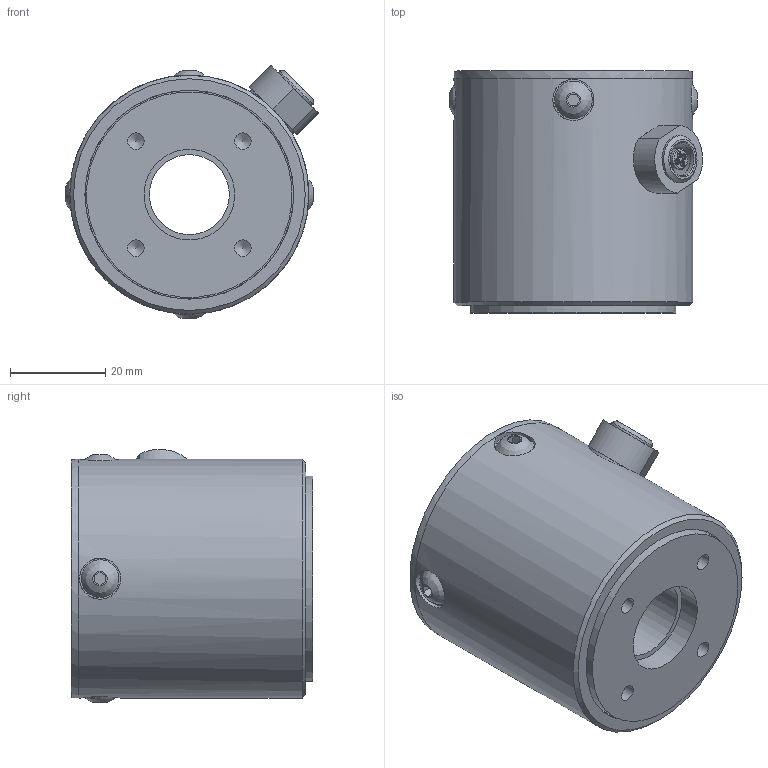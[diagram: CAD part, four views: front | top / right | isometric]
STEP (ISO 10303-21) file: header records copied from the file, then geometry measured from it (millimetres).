
FILE_DESCRIPTION(/* description */ (''),/* implementation_level */ '2;1');
FILE_NAME(/* name */ '100 - 500 IN-LB_Substitute_1.stp',/* time_stamp */ '2016-07-26T16:06:10-07:00',/* author */ ('Javier'),/* organization */ (''),/* preprocessor_version */ 'ST-DEVELOPER v15.6',/* originating_system */ 'Autodesk Inventor 2015',/* authorisation */ '');
FILE_SCHEMA (('AUTOMOTIVE_DESIGN { 1 0 10303 214 3 1 1 }'));
Length unit declared in the file: inch
Products named in the file (1): 100 - 500 IN-LB_Substitute_1
Bounding box: 53.16 x 50.8 x 53.16 mm (x, y, z)
Volume: 86007.7 mm3; surface area: 28876.9 mm2
Topology: 1 solids, 5 shells, 151 faces, 340 edges, 226 vertices
Faces by surface type: plane 70, cylinder 53, cone 18, torus 6, bspline 4
Full cylindrical faces by diameter (mm): 0.711 x4, 1.27 x4, 3.454 x8, 3.531 x4, 4.166 x4, 4.445 x1, 5.105 x4, 6.912 x1, 6.985 x1, 7.925 x4, 8.636 x4, 9.906 x1, 12.7 x1, 16.764 x1, 19.05 x2, 43.18 x1, 43.815 x1, 43.866 x1, 50.165 x2
Entity records: 4312 total; most frequent: CARTESIAN_POINT 1243, DIRECTION 598, ORIENTED_EDGE 444, EDGE_LOOP 266, AXIS2_PLACEMENT_3D 256, EDGE_CURVE 222, VERTEX_POINT 184, STYLED_ITEM 152
